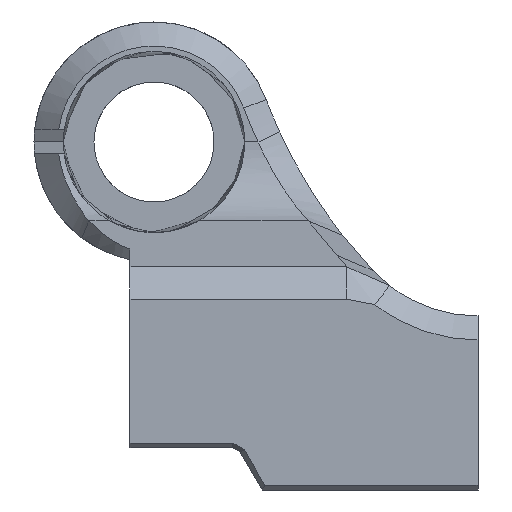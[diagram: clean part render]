
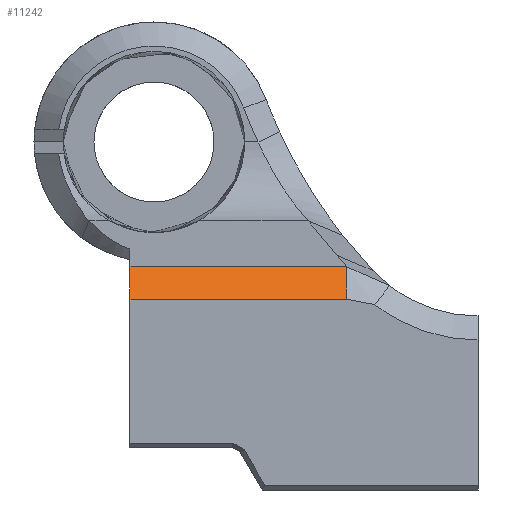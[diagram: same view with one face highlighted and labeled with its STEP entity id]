
A CAD part, front view. The second image highlights one B-rep face of the part: STEP entity #11242.
In plain terms, the highlighted planar face has unit normal (0, -0.819, 0.574).
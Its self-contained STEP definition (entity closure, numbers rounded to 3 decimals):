
#534 = PLANE('',#535);
#535 = AXIS2_PLACEMENT_3D('',#536,#537,#538);
#536 = CARTESIAN_POINT('',(-29.,28.,3.));
#537 = DIRECTION('',(-1.,0.,0.));
#538 = DIRECTION('',(0.,0.,-1.));
#3567 = VERTEX_POINT('',#3568);
#3568 = CARTESIAN_POINT('',(-29.,-31.,6.911));
#3582 = PLANE('',#3583);
#3583 = AXIS2_PLACEMENT_3D('',#3584,#3585,#3586);
#3584 = CARTESIAN_POINT('',(0.,-31.,-9.));
#3585 = DIRECTION('',(0.,1.,0.));
#3586 = DIRECTION('',(-0.,0.,-1.));
#3594 = EDGE_CURVE('',#3567,#3595,#3597,.T.);
#3595 = VERTEX_POINT('',#3596);
#3596 = CARTESIAN_POINT('',(-29.,-29.121,9.595));
#3597 = SURFACE_CURVE('',#3598,(#3602,#3609),.PCURVE_S1.);
#3598 = LINE('',#3599,#3600);
#3599 = CARTESIAN_POINT('',(-29.,-28.346,10.701));
#3600 = VECTOR('',#3601,1.);
#3601 = DIRECTION('',(0.,0.574,0.819));
#3602 = PCURVE('',#534,#3603);
#3603 = DEFINITIONAL_REPRESENTATION('',(#3604),#3608);
#3604 = LINE('',#3605,#3606);
#3605 = CARTESIAN_POINT('',(-7.701,56.346));
#3606 = VECTOR('',#3607,1.);
#3607 = DIRECTION('',(-0.819,-0.574));
#3608 = ( GEOMETRIC_REPRESENTATION_CONTEXT(2) 
PARAMETRIC_REPRESENTATION_CONTEXT() REPRESENTATION_CONTEXT('2D SPACE',''
  ) );
#3609 = PCURVE('',#3610,#3615);
#3610 = PLANE('',#3611);
#3611 = AXIS2_PLACEMENT_3D('',#3612,#3613,#3614);
#3612 = CARTESIAN_POINT('',(-29.,-30.06,8.253));
#3613 = DIRECTION('',(0.,0.819,-0.574)
  );
#3614 = DIRECTION('',(-1.,0.,0.));
#3615 = DEFINITIONAL_REPRESENTATION('',(#3616),#3620);
#3616 = LINE('',#3617,#3618);
#3617 = CARTESIAN_POINT('',(0.,2.988));
#3618 = VECTOR('',#3619,1.);
#3619 = DIRECTION('',(-0.,1.));
#3620 = ( GEOMETRIC_REPRESENTATION_CONTEXT(2) 
PARAMETRIC_REPRESENTATION_CONTEXT() REPRESENTATION_CONTEXT('2D SPACE',''
  ) );
#3638 = PLANE('',#3639);
#3639 = AXIS2_PLACEMENT_3D('',#3640,#3641,#3642);
#3640 = CARTESIAN_POINT('',(-61.,-18.606,13.422));
#3641 = DIRECTION('',(0.,0.342,-0.94));
#3642 = DIRECTION('',(0.,-0.94,-0.342
    ));
#11188 = VERTEX_POINT('',#11189);
#11189 = CARTESIAN_POINT('',(-10.932,-31.,6.911));
#11204 = B_SPLINE_SURFACE_WITH_KNOTS('',4,1,(
    (#11205,#11206)
    ,(#11207,#11208)
    ,(#11209,#11210)
    ,(#11211,#11212)
    ,(#11213,#11214
    )),.UNSPECIFIED.,.F.,.F.,.F.,(5,5),(2,2),(0.,1.),(0.,1.),
  .PIECEWISE_BEZIER_KNOTS.);
#11205 = CARTESIAN_POINT('',(-8.598,-31.,6.451));
#11206 = CARTESIAN_POINT('',(-7.37,-29.,8.03));
#11207 = CARTESIAN_POINT('',(-9.181,-31.,6.566));
#11208 = CARTESIAN_POINT('',(-8.272,-29.032,
    8.394));
#11209 = CARTESIAN_POINT('',(-9.765,-31.,6.681));
#11210 = CARTESIAN_POINT('',(-9.166,-29.061,
    8.779));
#11211 = CARTESIAN_POINT('',(-10.349,-31.,6.796));
#11212 = CARTESIAN_POINT('',(-10.052,-29.091,
    9.18));
#11213 = CARTESIAN_POINT('',(-10.932,-31.,6.911));
#11214 = CARTESIAN_POINT('',(-10.932,-29.121,
    9.595));
#11222 = EDGE_CURVE('',#3567,#11188,#11223,.T.);
#11223 = SURFACE_CURVE('',#11224,(#11228,#11235),.PCURVE_S1.);
#11224 = LINE('',#11225,#11226);
#11225 = CARTESIAN_POINT('',(-29.,-31.,6.911));
#11226 = VECTOR('',#11227,1.);
#11227 = DIRECTION('',(1.,0.,0.));
#11228 = PCURVE('',#3582,#11229);
#11229 = DEFINITIONAL_REPRESENTATION('',(#11230),#11234);
#11230 = LINE('',#11231,#11232);
#11231 = CARTESIAN_POINT('',(-15.911,29.));
#11232 = VECTOR('',#11233,1.);
#11233 = DIRECTION('',(-0.,-1.));
#11234 = ( GEOMETRIC_REPRESENTATION_CONTEXT(2) 
PARAMETRIC_REPRESENTATION_CONTEXT() REPRESENTATION_CONTEXT('2D SPACE',''
  ) );
#11235 = PCURVE('',#3610,#11236);
#11236 = DEFINITIONAL_REPRESENTATION('',(#11237),#11241);
#11237 = LINE('',#11238,#11239);
#11238 = CARTESIAN_POINT('',(-0.,-1.638));
#11239 = VECTOR('',#11240,1.);
#11240 = DIRECTION('',(-1.,0.));
#11241 = ( GEOMETRIC_REPRESENTATION_CONTEXT(2) 
PARAMETRIC_REPRESENTATION_CONTEXT() REPRESENTATION_CONTEXT('2D SPACE',''
  ) );
#11242 = ADVANCED_FACE('',(#11243),#3610,.F.);
#11243 = FACE_BOUND('',#11244,.T.);
#11244 = EDGE_LOOP('',(#11245,#11246,#11247,#11267));
#11245 = ORIENTED_EDGE('',*,*,#3594,.F.);
#11246 = ORIENTED_EDGE('',*,*,#11222,.T.);
#11247 = ORIENTED_EDGE('',*,*,#11248,.T.);
#11248 = EDGE_CURVE('',#11188,#11249,#11251,.T.);
#11249 = VERTEX_POINT('',#11250);
#11250 = CARTESIAN_POINT('',(-10.932,-29.121,
    9.595));
#11251 = SURFACE_CURVE('',#11252,(#11255,#11261),.PCURVE_S1.);
#11252 = B_SPLINE_CURVE_WITH_KNOTS('',1,(#11253,#11254),.UNSPECIFIED.,
  .F.,.F.,(2,2),(0.,1.),.PIECEWISE_BEZIER_KNOTS.);
#11253 = CARTESIAN_POINT('',(-10.932,-31.,6.911));
#11254 = CARTESIAN_POINT('',(-10.932,-29.121,
    9.595));
#11255 = PCURVE('',#3610,#11256);
#11256 = DEFINITIONAL_REPRESENTATION('',(#11257),#11260);
#11257 = B_SPLINE_CURVE_WITH_KNOTS('',1,(#11258,#11259),.UNSPECIFIED.,
  .F.,.F.,(2,2),(0.,1.),.PIECEWISE_BEZIER_KNOTS.);
#11258 = CARTESIAN_POINT('',(-18.068,-1.638));
#11259 = CARTESIAN_POINT('',(-18.068,1.638));
#11260 = ( GEOMETRIC_REPRESENTATION_CONTEXT(2) 
PARAMETRIC_REPRESENTATION_CONTEXT() REPRESENTATION_CONTEXT('2D SPACE',''
  ) );
#11261 = PCURVE('',#11204,#11262);
#11262 = DEFINITIONAL_REPRESENTATION('',(#11263),#11266);
#11263 = B_SPLINE_CURVE_WITH_KNOTS('',1,(#11264,#11265),.UNSPECIFIED.,
  .F.,.F.,(2,2),(0.,1.),.PIECEWISE_BEZIER_KNOTS.);
#11264 = CARTESIAN_POINT('',(1.,0.));
#11265 = CARTESIAN_POINT('',(1.,1.));
#11266 = ( GEOMETRIC_REPRESENTATION_CONTEXT(2) 
PARAMETRIC_REPRESENTATION_CONTEXT() REPRESENTATION_CONTEXT('2D SPACE',''
  ) );
#11267 = ORIENTED_EDGE('',*,*,#11268,.F.);
#11268 = EDGE_CURVE('',#3595,#11249,#11269,.T.);
#11269 = SURFACE_CURVE('',#11270,(#11274,#11281),.PCURVE_S1.);
#11270 = LINE('',#11271,#11272);
#11271 = CARTESIAN_POINT('',(-29.,-29.121,9.595));
#11272 = VECTOR('',#11273,1.);
#11273 = DIRECTION('',(1.,0.,0.));
#11274 = PCURVE('',#3610,#11275);
#11275 = DEFINITIONAL_REPRESENTATION('',(#11276),#11280);
#11276 = LINE('',#11277,#11278);
#11277 = CARTESIAN_POINT('',(-0.,1.638));
#11278 = VECTOR('',#11279,1.);
#11279 = DIRECTION('',(-1.,0.));
#11280 = ( GEOMETRIC_REPRESENTATION_CONTEXT(2) 
PARAMETRIC_REPRESENTATION_CONTEXT() REPRESENTATION_CONTEXT('2D SPACE',''
  ) );
#11281 = PCURVE('',#3638,#11282);
#11282 = DEFINITIONAL_REPRESENTATION('',(#11283),#11287);
#11283 = LINE('',#11284,#11285);
#11284 = CARTESIAN_POINT('',(11.19,-32.));
#11285 = VECTOR('',#11286,1.);
#11286 = DIRECTION('',(0.,-1.));
#11287 = ( GEOMETRIC_REPRESENTATION_CONTEXT(2) 
PARAMETRIC_REPRESENTATION_CONTEXT() REPRESENTATION_CONTEXT('2D SPACE',''
  ) );
